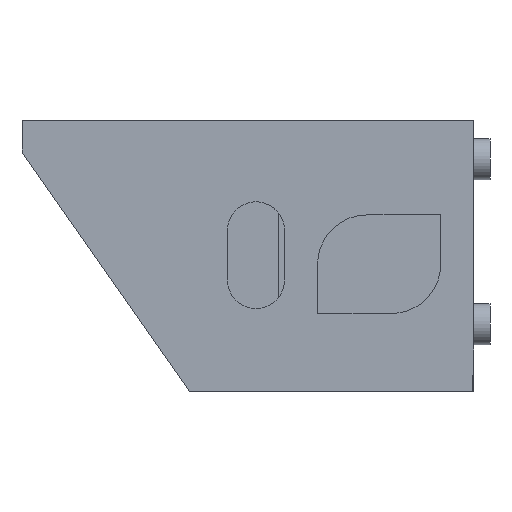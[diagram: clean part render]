
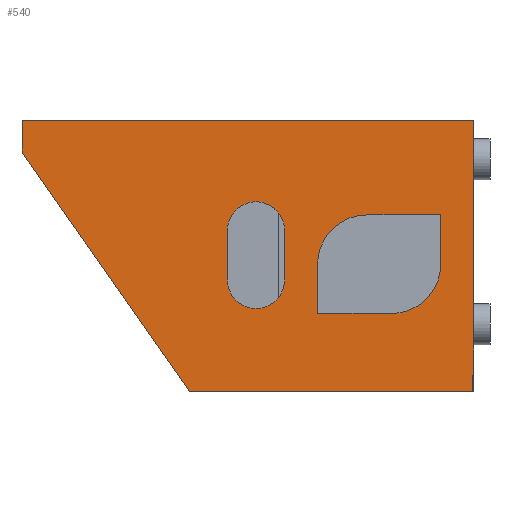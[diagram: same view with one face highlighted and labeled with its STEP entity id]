
A CAD part, front view. The second image highlights one B-rep face of the part: STEP entity #540.
In plain terms, the highlighted planar face has unit normal (0, -1, 0).
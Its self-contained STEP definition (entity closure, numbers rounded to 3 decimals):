
#197=CARTESIAN_POINT('',(-19.6,162.,0.));
#198=VERTEX_POINT('',#197);
#205=CARTESIAN_POINT('',(-54.081,162.,0.));
#206=VERTEX_POINT('',#205);
#207=CARTESIAN_POINT('',(-54.081,162.,0.));
#208=DIRECTION('',(1.,0.,-0.));
#209=VECTOR('',#208,34.481);
#210=LINE('',#207,#209);
#211=EDGE_CURVE('',#206,#198,#210,.T.);
#237=CARTESIAN_POINT('',(-74.5,162.,33.));
#238=VERTEX_POINT('',#237);
#245=CARTESIAN_POINT('',(-19.5,162.,33.));
#246=VERTEX_POINT('',#245);
#247=CARTESIAN_POINT('',(-19.5,162.,33.));
#248=DIRECTION('',(-1.,0.,0.));
#249=VECTOR('',#248,55.);
#250=LINE('',#247,#249);
#251=EDGE_CURVE('',#246,#238,#250,.T.);
#341=CARTESIAN_POINT('',(-74.5,162.,29.161));
#342=VERTEX_POINT('',#341);
#351=CARTESIAN_POINT('',(-74.5,162.,33.));
#352=DIRECTION('',(0.,0.,-1.));
#353=VECTOR('',#352,3.839);
#354=LINE('',#351,#353);
#355=EDGE_CURVE('',#238,#342,#354,.T.);
#373=CARTESIAN_POINT('',(-74.5,162.,29.161));
#374=DIRECTION('',(0.574,0.,-0.819));
#375=VECTOR('',#374,35.6);
#376=LINE('',#373,#375);
#377=EDGE_CURVE('',#342,#206,#376,.T.);
#389=CARTESIAN_POINT('',(0.,162.,0.));
#390=DIRECTION('',(0.,1.,0.));
#391=DIRECTION('',(1.,0.,0.));
#392=AXIS2_PLACEMENT_3D('',#389,#390,#391);
#393=PLANE('',#392);
#394=ORIENTED_EDGE('',*,*,#211,.T.);
#395=CARTESIAN_POINT('',(-19.6,162.,2.));
#396=VERTEX_POINT('',#395);
#397=CARTESIAN_POINT('',(-19.6,162.,0.));
#398=DIRECTION('',(0.,0.,1.));
#399=VECTOR('',#398,2.);
#400=LINE('',#397,#399);
#401=EDGE_CURVE('',#198,#396,#400,.T.);
#402=ORIENTED_EDGE('',*,*,#401,.T.);
#403=CARTESIAN_POINT('',(-19.5,162.,2.));
#404=VERTEX_POINT('',#403);
#405=CARTESIAN_POINT('',(-19.6,162.,2.));
#406=DIRECTION('',(1.,0.,-0.));
#407=VECTOR('',#406,0.1);
#408=LINE('',#405,#407);
#409=EDGE_CURVE('',#396,#404,#408,.T.);
#410=ORIENTED_EDGE('',*,*,#409,.T.);
#411=CARTESIAN_POINT('',(-19.5,162.,2.));
#412=DIRECTION('',(0.,0.,1.));
#413=VECTOR('',#412,31.);
#414=LINE('',#411,#413);
#415=EDGE_CURVE('',#404,#246,#414,.T.);
#416=ORIENTED_EDGE('',*,*,#415,.T.);
#417=ORIENTED_EDGE('',*,*,#251,.T.);
#418=ORIENTED_EDGE('',*,*,#355,.T.);
#419=ORIENTED_EDGE('',*,*,#377,.T.);
#420=EDGE_LOOP('',(#394,#402,#410,#416,#417,#418,#419));
#421=FACE_BOUND('',#420,.T.);
#422=CARTESIAN_POINT('',(-25.,162.,21.5));
#423=VERTEX_POINT('',#422);
#424=CARTESIAN_POINT('',(-23.5,162.,21.5));
#425=VERTEX_POINT('',#424);
#426=CARTESIAN_POINT('',(-25.,162.,21.5));
#427=DIRECTION('',(1.,0.,-0.));
#428=VECTOR('',#427,1.5);
#429=LINE('',#426,#428);
#430=EDGE_CURVE('',#423,#425,#429,.T.);
#431=ORIENTED_EDGE('',*,*,#430,.T.);
#432=CARTESIAN_POINT('',(-23.5,162.,15.5));
#433=VERTEX_POINT('',#432);
#434=CARTESIAN_POINT('',(-23.5,162.,15.5));
#435=DIRECTION('',(-0.,-0.,1.));
#436=VECTOR('',#435,6.);
#437=LINE('',#434,#436);
#438=EDGE_CURVE('',#433,#425,#437,.T.);
#439=ORIENTED_EDGE('',*,*,#438,.F.);
#440=CARTESIAN_POINT('',(-29.5,162.,9.5));
#441=VERTEX_POINT('',#440);
#442=CARTESIAN_POINT('',(-29.5,162.,15.5));
#443=DIRECTION('',(-0.,1.,-0.));
#444=DIRECTION('',(0.,0.,-1.));
#445=AXIS2_PLACEMENT_3D('',#442,#443,#444);
#446=CIRCLE('',#445,6.);
#447=EDGE_CURVE('',#433,#441,#446,.T.);
#448=ORIENTED_EDGE('',*,*,#447,.T.);
#449=CARTESIAN_POINT('',(-38.5,162.,9.5));
#450=VERTEX_POINT('',#449);
#451=CARTESIAN_POINT('',(-38.5,162.,9.5));
#452=DIRECTION('',(1.,0.,0.));
#453=VECTOR('',#452,9.);
#454=LINE('',#451,#453);
#455=EDGE_CURVE('',#450,#441,#454,.T.);
#456=ORIENTED_EDGE('',*,*,#455,.F.);
#457=CARTESIAN_POINT('',(-38.5,162.,15.5));
#458=VERTEX_POINT('',#457);
#459=CARTESIAN_POINT('',(-38.5,162.,9.5));
#460=DIRECTION('',(0.,0.,1.));
#461=VECTOR('',#460,6.);
#462=LINE('',#459,#461);
#463=EDGE_CURVE('',#450,#458,#462,.T.);
#464=ORIENTED_EDGE('',*,*,#463,.T.);
#465=CARTESIAN_POINT('',(-32.5,162.,21.5));
#466=VERTEX_POINT('',#465);
#467=CARTESIAN_POINT('',(-32.5,162.,15.5));
#468=DIRECTION('',(-0.,1.,-0.));
#469=DIRECTION('',(0.,0.,-1.));
#470=AXIS2_PLACEMENT_3D('',#467,#468,#469);
#471=CIRCLE('',#470,6.);
#472=EDGE_CURVE('',#458,#466,#471,.T.);
#473=ORIENTED_EDGE('',*,*,#472,.T.);
#474=CARTESIAN_POINT('',(-32.5,162.,21.5));
#475=DIRECTION('',(1.,0.,0.));
#476=VECTOR('',#475,7.5);
#477=LINE('',#474,#476);
#478=EDGE_CURVE('',#466,#423,#477,.T.);
#479=ORIENTED_EDGE('',*,*,#478,.T.);
#480=EDGE_LOOP('',(#431,#439,#448,#456,#464,#473,#479));
#481=FACE_BOUND('',#480,.T.);
#482=CARTESIAN_POINT('',(-49.5,162.,13.6));
#483=VERTEX_POINT('',#482);
#484=CARTESIAN_POINT('',(-46.,162.,10.1));
#485=VERTEX_POINT('',#484);
#486=CARTESIAN_POINT('',(-49.5,162.,13.6));
#487=CARTESIAN_POINT('',(-49.5,162.,12.685));
#488=CARTESIAN_POINT('',(-48.745,162.,10.858));
#489=CARTESIAN_POINT('',(-46.91,162.,10.1));
#490=CARTESIAN_POINT('',(-46.,162.,10.1));
#491=B_SPLINE_CURVE_WITH_KNOTS('',3,(#486,#487,#488,#489,#490),.UNSPECIFIED.,.F.,.F.,(4,1,4),(0.,0.5,1.),.UNSPECIFIED.);
#492=EDGE_CURVE('',#483,#485,#491,.T.);
#493=ORIENTED_EDGE('',*,*,#492,.F.);
#494=CARTESIAN_POINT('',(-49.5,162.,19.6));
#495=VERTEX_POINT('',#494);
#496=CARTESIAN_POINT('',(-49.5,162.,13.6));
#497=DIRECTION('',(-0.,0.,1.));
#498=VECTOR('',#497,6.);
#499=LINE('',#496,#498);
#500=EDGE_CURVE('',#483,#495,#499,.T.);
#501=ORIENTED_EDGE('',*,*,#500,.T.);
#502=CARTESIAN_POINT('',(-46.,162.,23.1));
#503=VERTEX_POINT('',#502);
#504=CARTESIAN_POINT('',(-46.,162.,23.1));
#505=CARTESIAN_POINT('',(-46.915,162.,23.1));
#506=CARTESIAN_POINT('',(-48.742,162.,22.345));
#507=CARTESIAN_POINT('',(-49.5,162.,20.51));
#508=CARTESIAN_POINT('',(-49.5,162.,19.6));
#509=B_SPLINE_CURVE_WITH_KNOTS('',3,(#504,#505,#506,#507,#508),.UNSPECIFIED.,.F.,.F.,(4,1,4),(0.,0.5,1.),.UNSPECIFIED.);
#510=EDGE_CURVE('',#503,#495,#509,.T.);
#511=ORIENTED_EDGE('',*,*,#510,.F.);
#512=CARTESIAN_POINT('',(-42.5,162.,19.6));
#513=VERTEX_POINT('',#512);
#514=CARTESIAN_POINT('',(-42.5,162.,19.6));
#515=CARTESIAN_POINT('',(-42.5,162.,20.515));
#516=CARTESIAN_POINT('',(-43.255,162.,22.342));
#517=CARTESIAN_POINT('',(-45.09,162.,23.1));
#518=CARTESIAN_POINT('',(-46.,162.,23.1));
#519=B_SPLINE_CURVE_WITH_KNOTS('',3,(#514,#515,#516,#517,#518),.UNSPECIFIED.,.F.,.F.,(4,1,4),(0.,0.5,1.),.UNSPECIFIED.);
#520=EDGE_CURVE('',#513,#503,#519,.T.);
#521=ORIENTED_EDGE('',*,*,#520,.F.);
#522=CARTESIAN_POINT('',(-42.5,162.,13.6));
#523=VERTEX_POINT('',#522);
#524=CARTESIAN_POINT('',(-42.5,162.,13.6));
#525=DIRECTION('',(0.,0.,1.));
#526=VECTOR('',#525,6.);
#527=LINE('',#524,#526);
#528=EDGE_CURVE('',#523,#513,#527,.T.);
#529=ORIENTED_EDGE('',*,*,#528,.F.);
#530=CARTESIAN_POINT('',(-46.,162.,10.1));
#531=CARTESIAN_POINT('',(-45.085,162.,10.1));
#532=CARTESIAN_POINT('',(-43.258,162.,10.855));
#533=CARTESIAN_POINT('',(-42.5,162.,12.69));
#534=CARTESIAN_POINT('',(-42.5,162.,13.6));
#535=B_SPLINE_CURVE_WITH_KNOTS('',3,(#530,#531,#532,#533,#534),.UNSPECIFIED.,.F.,.F.,(4,1,4),(0.,0.5,1.),.UNSPECIFIED.);
#536=EDGE_CURVE('',#485,#523,#535,.T.);
#537=ORIENTED_EDGE('',*,*,#536,.F.);
#538=EDGE_LOOP('',(#493,#501,#511,#521,#529,#537));
#539=FACE_BOUND('',#538,.T.);
#540=ADVANCED_FACE('',(#421,#481,#539),#393,.F.);
